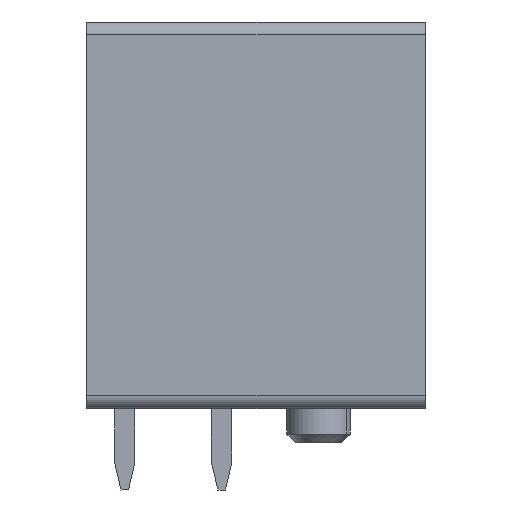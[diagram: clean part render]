
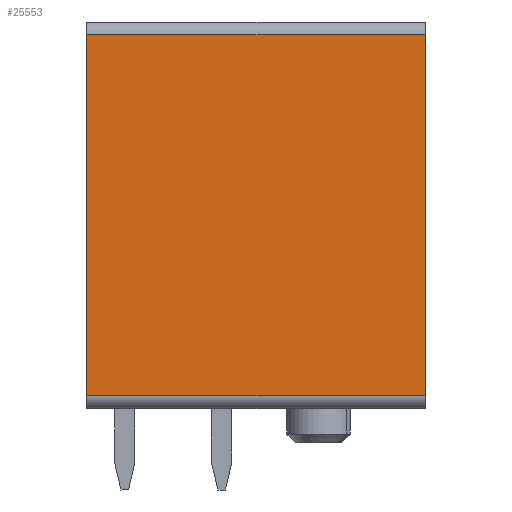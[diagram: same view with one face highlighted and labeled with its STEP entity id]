
A CAD part, left-side view. The second image highlights one B-rep face of the part: STEP entity #25553.
In plain terms, the highlighted planar face has unit normal (-1, 0, 0).
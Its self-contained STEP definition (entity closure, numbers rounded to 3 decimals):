
#25545=AXIS2_PLACEMENT_3D('Plane Axis2P3D',#25542,#25543,#25544) ;
#182=CARTESIAN_POINT('Vertex',(0.,0.,17.9)) ;
#185=CARTESIAN_POINT('Line Origine',(0.,0.,10.8)) ;
#189=CARTESIAN_POINT('Vertex',(0.,0.,3.7)) ;
#3453=CARTESIAN_POINT('Vertex',(0.,13.3,3.7)) ;
#3456=CARTESIAN_POINT('Line Origine',(0.,13.3,10.8)) ;
#3460=CARTESIAN_POINT('Vertex',(0.,13.3,17.9)) ;
#25513=CARTESIAN_POINT('Line Origine',(0.,6.65,17.9)) ;
#25530=CARTESIAN_POINT('Line Origine',(0.,6.65,3.7)) ;
#25542=CARTESIAN_POINT('Axis2P3D Location',(0.,0.,0.)) ;
#186=DIRECTION('Vector Direction',(0.,0.,-1.)) ;
#3457=DIRECTION('Vector Direction',(0.,0.,1.)) ;
#25514=DIRECTION('Vector Direction',(0.,1.,0.)) ;
#25531=DIRECTION('Vector Direction',(0.,1.,0.)) ;
#25543=DIRECTION('Axis2P3D Direction',(-1.,0.,0.)) ;
#25544=DIRECTION('Axis2P3D XDirection',(0.,-1.,0.)) ;
#187=VECTOR('Line Direction',#186,1.) ;
#3458=VECTOR('Line Direction',#3457,1.) ;
#25515=VECTOR('Line Direction',#25514,1.) ;
#25532=VECTOR('Line Direction',#25531,1.) ;
#25548=ORIENTED_EDGE('',*,*,#191,.T.) ;
#25549=ORIENTED_EDGE('',*,*,#25517,.T.) ;
#25550=ORIENTED_EDGE('',*,*,#3462,.T.) ;
#25551=ORIENTED_EDGE('',*,*,#25534,.T.) ;
#25553=ADVANCED_FACE('HOUSING',(#25552),#25546,.T.) ;
#191=EDGE_CURVE('',#190,#183,#188,.F.) ;
#3462=EDGE_CURVE('',#3461,#3454,#3459,.F.) ;
#25517=EDGE_CURVE('',#183,#3461,#25516,.T.) ;
#25534=EDGE_CURVE('',#3454,#190,#25533,.F.) ;
#25547=EDGE_LOOP('',(#25548,#25549,#25550,#25551)) ;
#25552=FACE_OUTER_BOUND('',#25547,.T.) ;
#188=LINE('Line',#185,#187) ;
#3459=LINE('Line',#3456,#3458) ;
#25516=LINE('Line',#25513,#25515) ;
#25533=LINE('Line',#25530,#25532) ;
#25546=PLANE('',#25545) ;
#183=VERTEX_POINT('',#182) ;
#190=VERTEX_POINT('',#189) ;
#3454=VERTEX_POINT('',#3453) ;
#3461=VERTEX_POINT('',#3460) ;
